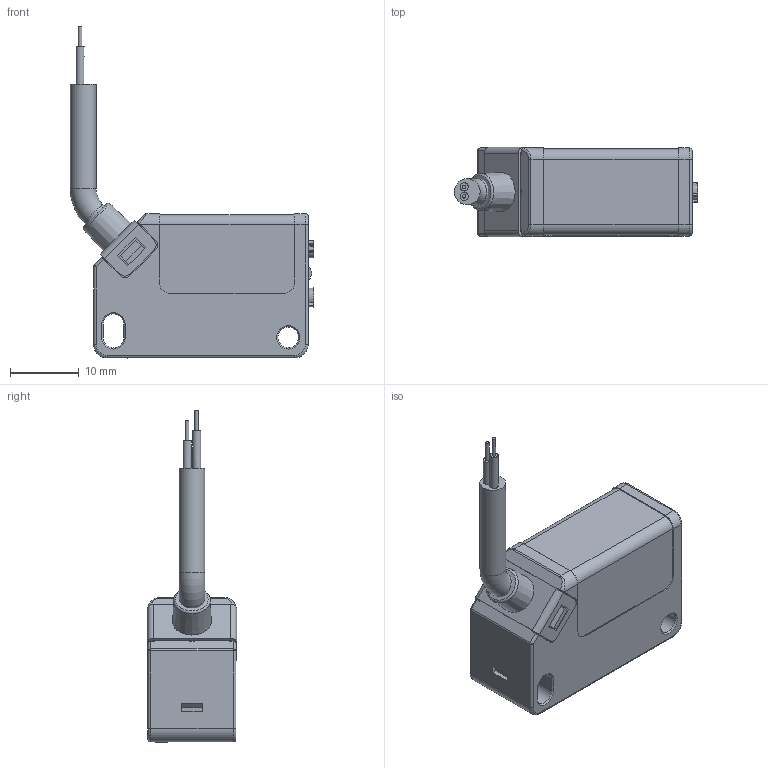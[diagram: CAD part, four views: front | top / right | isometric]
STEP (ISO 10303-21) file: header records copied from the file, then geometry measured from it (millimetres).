
FILE_DESCRIPTION( ( 'Unknown' ), '1' );
FILE_NAME( 'QMRS_0P-0A.stp', 'Unknown', ( 'Unknown' ), ( 'Unknown' ), 'PSStep 15.0.49', 'Unknown', ' ' );
FILE_SCHEMA( ( 'AUTOMOTIVE_DESIGN { 1 0 10303 214 1 1 1 1 }' ) );
Length unit declared in the file: millimetre
Products named in the file (11): 6855_fig; 6851_fig; 6854_fig; Assem1; W741_fig; 6569A_fig; 6856_fig; 6858_fig; 6857_fig; 6908_fig; 6568A_fig
Assembly tree (10 placements, depth 3):
  Assem1
    W741_fig
    6569A_fig
    6856_fig
    6858_fig
    6857_fig
    6908_fig
    6568A_fig
    6855_fig
      6851_fig
      6854_fig
Bounding box: 35.37 x 13.01 x 48.26 mm (x, y, z)
Volume: 7322.7 mm3; surface area: 5169.6 mm2
Topology: 9 solids, 9 shells, 256 faces, 642 edges, 421 vertices
Faces by surface type: plane 144, cylinder 93, torus 8, cone 7, bspline 2, sphere 2
Full cylindrical faces by diameter (mm): 0.52 x2, 1.19 x2, 2.8 x1, 3 x2, 3.1 x1, 3.75 x2, 4.4 x1, 4.5 x1, 5.7 x1, 7 x1, 7.2 x1
Entity records: 9939 total; most frequent: CARTESIAN_POINT 1462, DIRECTION 1364, ORIENTED_EDGE 1228, EDGE_CURVE 614, AXIS2_PLACEMENT_3D 486, VERTEX_POINT 413, LINE 392, VECTOR 392
